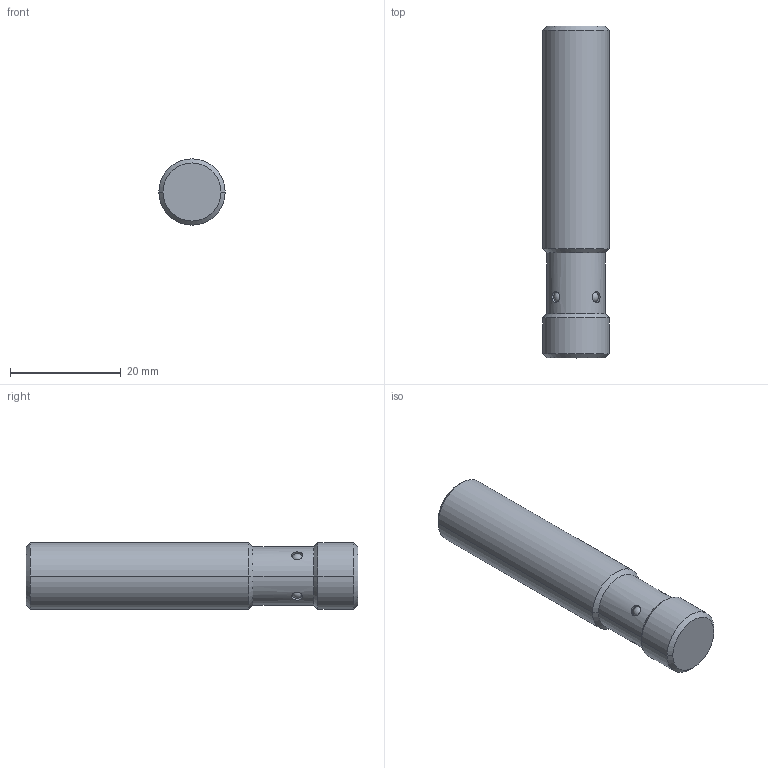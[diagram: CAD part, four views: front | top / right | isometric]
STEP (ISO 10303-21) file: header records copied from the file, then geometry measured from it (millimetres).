
FILE_DESCRIPTION((''),'2;1');
FILE_NAME('DW-LS-703-M12','2010-11-23T',('Ingenieurbuero Eiseler'),('Pepperl+Fuchs'),'PRO/ENGINEER BY PARAMETRIC TECHNOLOGY CORPORATION, 2007250','PRO/ENGINEER BY PARAMETRIC TECHNOLOGY CORPORATION, 2007250','');
FILE_SCHEMA(('CONFIG_CONTROL_DESIGN'));
Length unit declared in the file: millimetre
Products named in the file (1): DW-LS-703-M12
Bounding box: 12 x 60 x 12 mm (x, y, z)
Volume: 6450.3 mm3; surface area: 2434.6 mm2
Topology: 1 solids, 1 shells, 32 faces, 110 edges, 88 vertices
Faces by surface type: cylinder 14, cone 8, plane 6, sphere 4
Entity records: 1797 total; most frequent: CARTESIAN_POINT 407, DIRECTION 216, PRESENTATION_STYLE_ASSIGNMENT 124, STYLED_ITEM 124, ORIENTED_EDGE 124, CURVE_STYLE 117, AXIS2_PLACEMENT_3D 81, EDGE_CURVE 62
